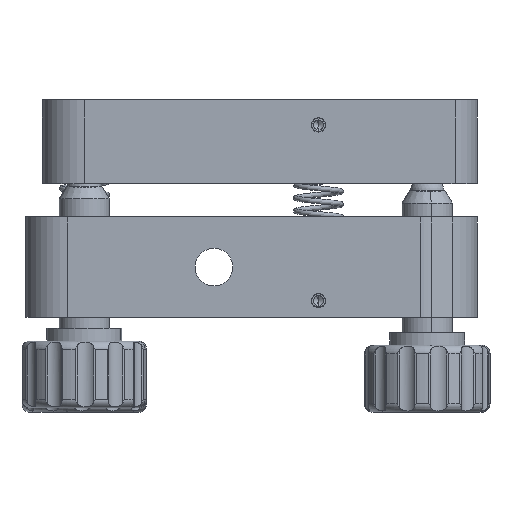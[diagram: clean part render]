
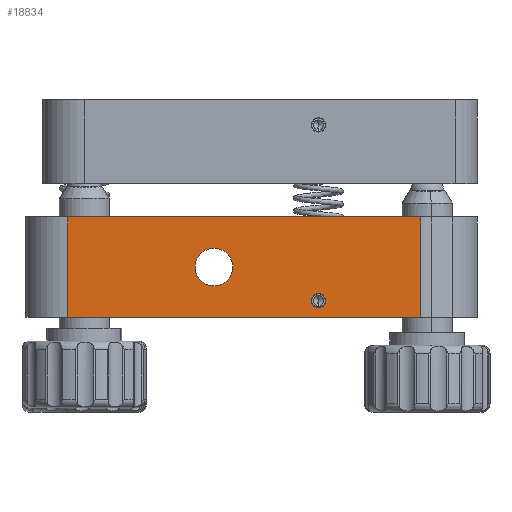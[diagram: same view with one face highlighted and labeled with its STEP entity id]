
A CAD part, front view. The second image highlights one B-rep face of the part: STEP entity #18834.
In plain terms, the highlighted planar face has unit normal (0, -1, 0).
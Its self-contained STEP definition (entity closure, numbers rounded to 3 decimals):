
#323 = VERTEX_POINT ( 'NONE', #18496 ) ;
#950 = VECTOR ( 'NONE', #14985, 1000. ) ;
#1521 = ORIENTED_EDGE ( 'NONE', *, *, #20433, .F. ) ;
#1852 = ORIENTED_EDGE ( 'NONE', *, *, #12174, .T. ) ;
#1891 = AXIS2_PLACEMENT_3D ( 'NONE', #19265, #15966, #12653 ) ;
#2357 = DIRECTION ( 'NONE',  ( 0., 0., 1. ) ) ;
#2426 = EDGE_CURVE ( 'NONE', #12137, #323, #16682, .T. ) ;
#2772 = CIRCLE ( 'NONE', #13401, 2.25 ) ;
#2944 = DIRECTION ( 'NONE',  ( 0., 0., 1. ) ) ;
#3177 = VERTEX_POINT ( 'NONE', #20623 ) ;
#3311 = VERTEX_POINT ( 'NONE', #11060 ) ;
#3401 = CARTESIAN_POINT ( 'NONE',  ( 12.5, -22.5, -10. ) ) ;
#4140 = AXIS2_PLACEMENT_3D ( 'NONE', #3401, #17936, #8331 ) ;
#4273 = FACE_OUTER_BOUND ( 'NONE', #4955, .T. ) ;
#4874 = EDGE_CURVE ( 'NONE', #323, #12137, #2772, .T. ) ;
#4955 = EDGE_LOOP ( 'NONE', ( #15165, #1521, #1852, #9865 ) ) ;
#5009 = LINE ( 'NONE', #8780, #8832 ) ;
#5624 = LINE ( 'NONE', #13963, #11990 ) ;
#5806 = CARTESIAN_POINT ( 'NONE',  ( 0., -22.5, -6. ) ) ;
#6019 = CIRCLE ( 'NONE', #19710, 0.85 ) ;
#6488 = ORIENTED_EDGE ( 'NONE', *, *, #14580, .F. ) ;
#6836 = FACE_BOUND ( 'NONE', #17165, .T. ) ;
#7019 = VERTEX_POINT ( 'NONE', #17563 ) ;
#7073 = CARTESIAN_POINT ( 'NONE',  ( -17.5, -22.5, 0. ) ) ;
#7862 = DIRECTION ( 'NONE',  ( 0., -1., 0. ) ) ;
#8066 = VERTEX_POINT ( 'NONE', #20453 ) ;
#8088 = LINE ( 'NONE', #8347, #950 ) ;
#8331 = DIRECTION ( 'NONE',  ( 0., 0., -1. ) ) ;
#8347 = CARTESIAN_POINT ( 'NONE',  ( 24.706, -22.5, -12. ) ) ;
#8672 = CARTESIAN_POINT ( 'NONE',  ( 0., -22.5, -3.75 ) ) ;
#8711 = ORIENTED_EDGE ( 'NONE', *, *, #20661, .F. ) ;
#8780 = CARTESIAN_POINT ( 'NONE',  ( -17.5, -22.5, -12. ) ) ;
#8832 = VECTOR ( 'NONE', #2357, 1000. ) ;
#9352 = VECTOR ( 'NONE', #13562, 1000. ) ;
#9865 = ORIENTED_EDGE ( 'NONE', *, *, #19763, .T. ) ;
#10663 = VERTEX_POINT ( 'NONE', #14237 ) ;
#11060 = CARTESIAN_POINT ( 'NONE',  ( 12.5, -22.5, -10.85 ) ) ;
#11990 = VECTOR ( 'NONE', #15396, 1000. ) ;
#12137 = VERTEX_POINT ( 'NONE', #8672 ) ;
#12174 = EDGE_CURVE ( 'NONE', #3177, #7019, #5624, .T. ) ;
#12653 = DIRECTION ( 'NONE',  ( 1., 0., 0. ) ) ;
#13340 = VERTEX_POINT ( 'NONE', #19833 ) ;
#13401 = AXIS2_PLACEMENT_3D ( 'NONE', #16043, #14301, #2944 ) ;
#13562 = DIRECTION ( 'NONE',  ( 1., 0., 0. ) ) ;
#13960 = DIRECTION ( 'NONE',  ( 0., 0., 1. ) ) ;
#13963 = CARTESIAN_POINT ( 'NONE',  ( -17.5, -22.5, -12. ) ) ;
#14118 = EDGE_LOOP ( 'NONE', ( #6488, #8711 ) ) ;
#14237 = CARTESIAN_POINT ( 'NONE',  ( -17.5, -22.5, 0. ) ) ;
#14301 = DIRECTION ( 'NONE',  ( 0., 1., 0. ) ) ;
#14347 = DIRECTION ( 'NONE',  ( 0., 0., -1. ) ) ;
#14453 = LINE ( 'NONE', #7073, #9352 ) ;
#14580 = EDGE_CURVE ( 'NONE', #3311, #8066, #14776, .T. ) ;
#14776 = CIRCLE ( 'NONE', #4140, 0.85 ) ;
#14985 = DIRECTION ( 'NONE',  ( 0., 0., 1. ) ) ;
#15165 = ORIENTED_EDGE ( 'NONE', *, *, #20451, .F. ) ;
#15396 = DIRECTION ( 'NONE',  ( 1., 0., 0. ) ) ;
#15966 = DIRECTION ( 'NONE',  ( 0., -1., 0. ) ) ;
#16043 = CARTESIAN_POINT ( 'NONE',  ( 0., -22.5, -6. ) ) ;
#16682 = CIRCLE ( 'NONE', #17190, 2.25 ) ;
#17165 = EDGE_LOOP ( 'NONE', ( #17522, #17717 ) ) ;
#17190 = AXIS2_PLACEMENT_3D ( 'NONE', #5806, #17286, #13960 ) ;
#17286 = DIRECTION ( 'NONE',  ( 0., 1., 0. ) ) ;
#17522 = ORIENTED_EDGE ( 'NONE', *, *, #2426, .T. ) ;
#17563 = CARTESIAN_POINT ( 'NONE',  ( 24.706, -22.5, -12. ) ) ;
#17717 = ORIENTED_EDGE ( 'NONE', *, *, #4874, .T. ) ;
#17936 = DIRECTION ( 'NONE',  ( 0., -1., 0. ) ) ;
#18358 = FACE_BOUND ( 'NONE', #14118, .T. ) ;
#18496 = CARTESIAN_POINT ( 'NONE',  ( 0., -22.5, -8.25 ) ) ;
#18834 = ADVANCED_FACE ( 'NONE', ( #18358, #6836, #4273 ), #20717, .T. ) ;
#19265 = CARTESIAN_POINT ( 'NONE',  ( -17.5, -22.5, -12. ) ) ;
#19710 = AXIS2_PLACEMENT_3D ( 'NONE', #20768, #7862, #14347 ) ;
#19763 = EDGE_CURVE ( 'NONE', #7019, #13340, #8088, .T. ) ;
#19833 = CARTESIAN_POINT ( 'NONE',  ( 24.706, -22.5, 0. ) ) ;
#20433 = EDGE_CURVE ( 'NONE', #3177, #10663, #5009, .T. ) ;
#20451 = EDGE_CURVE ( 'NONE', #10663, #13340, #14453, .T. ) ;
#20453 = CARTESIAN_POINT ( 'NONE',  ( 12.5, -22.5, -9.15 ) ) ;
#20623 = CARTESIAN_POINT ( 'NONE',  ( -17.5, -22.5, -12. ) ) ;
#20661 = EDGE_CURVE ( 'NONE', #8066, #3311, #6019, .T. ) ;
#20717 = PLANE ( 'NONE',  #1891 ) ;
#20768 = CARTESIAN_POINT ( 'NONE',  ( 12.5, -22.5, -10. ) ) ;
